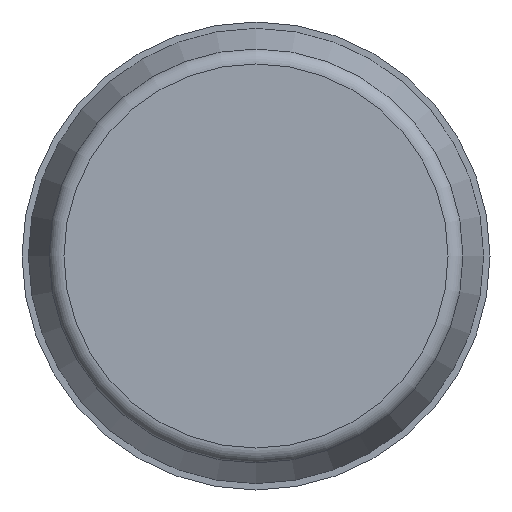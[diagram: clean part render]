
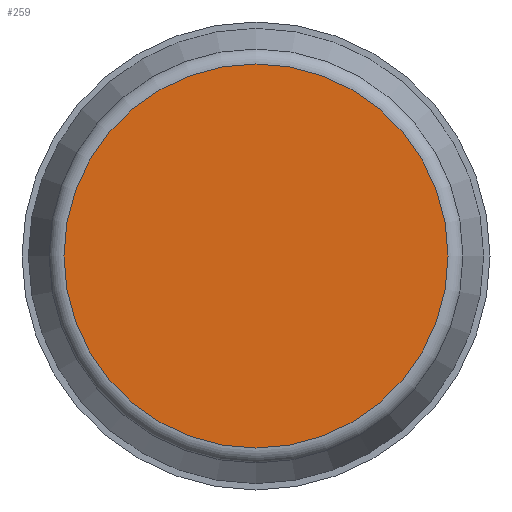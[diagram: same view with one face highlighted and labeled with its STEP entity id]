
A CAD part, front view. The second image highlights one B-rep face of the part: STEP entity #259.
In plain terms, the highlighted planar face has unit normal (0, -1, 0).
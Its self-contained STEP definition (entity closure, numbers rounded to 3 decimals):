
#19=PLANE('',#309);
#50=FACE_OUTER_BOUND('',#68,.T.);
#68=EDGE_LOOP('',(#189));
#90=CIRCLE('',#307,24.005);
#116=VERTEX_POINT('',#481);
#142=EDGE_CURVE('',#116,#116,#90,.T.);
#189=ORIENTED_EDGE('',*,*,#142,.T.);
#259=ADVANCED_FACE('',(#50),#19,.F.);
#307=AXIS2_PLACEMENT_3D('',#482,#368,#369);
#309=AXIS2_PLACEMENT_3D('',#484,#372,#373);
#368=DIRECTION('center_axis',(0.,-1.,0.));
#369=DIRECTION('ref_axis',(0.,0.,-1.));
#372=DIRECTION('center_axis',(0.,1.,0.));
#373=DIRECTION('ref_axis',(0.,0.,1.));
#481=CARTESIAN_POINT('',(0.,0.,24.005));
#482=CARTESIAN_POINT('Origin',(0.,0.,0.));
#484=CARTESIAN_POINT('Origin',(24.005,0.,0.));
